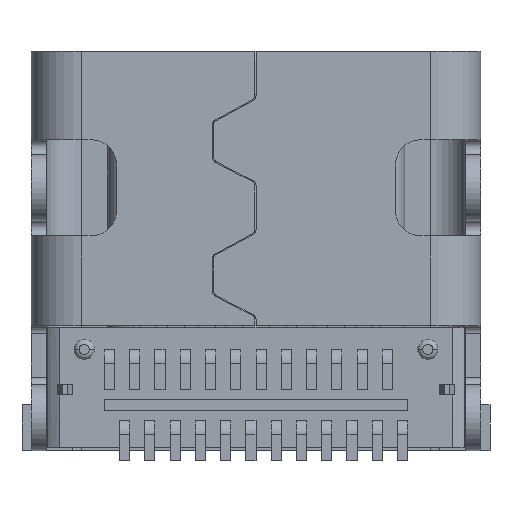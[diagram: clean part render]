
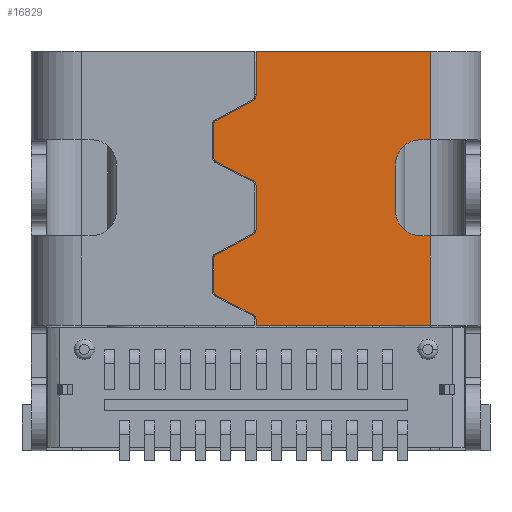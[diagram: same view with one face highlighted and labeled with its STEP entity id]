
A CAD part, front view. The second image highlights one B-rep face of the part: STEP entity #16829.
In plain terms, the highlighted planar face has unit normal (0, -1, 0).
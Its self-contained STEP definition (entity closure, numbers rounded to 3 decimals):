
#3207=DIRECTION('',(1.,0.,0.));
#3208=VECTOR('',#3207,3.45);
#3209=CARTESIAN_POINT('',(0.,-1.6,0.49));
#3210=LINE('',#3209,#3208);
#3339=CARTESIAN_POINT('',(-0.74,-1.6,-0.968));
#3340=DIRECTION('',(0.,-1.,0.));
#3341=DIRECTION('',(-0.477,0.,0.879));
#3342=AXIS2_PLACEMENT_3D('',#3339,#3340,#3341);
#3344=DIRECTION('',(0.879,0.,0.477));
#3345=VECTOR('',#3344,0.837);
#3346=CARTESIAN_POINT('',(-0.788,-1.6,-0.88));
#3347=LINE('',#3346,#3345);
#3348=DIRECTION('',(0.,0.,-1.));
#3349=VECTOR('',#3348,0.884);
#3350=CARTESIAN_POINT('',(0.,-1.6,0.49));
#3351=LINE('',#3350,#3349);
#3352=DIRECTION('',(1.,0.,0.));
#3353=VECTOR('',#3352,0.189);
#3354=CARTESIAN_POINT('',(3.261,-1.6,-1.26));
#3355=LINE('',#3354,#3353);
#3356=DIRECTION('',(1.,0.,0.));
#3357=VECTOR('',#3356,0.189);
#3358=CARTESIAN_POINT('',(3.261,-1.6,-3.16));
#3359=LINE('',#3358,#3357);
#3360=DIRECTION('',(1.,0.,0.));
#3361=VECTOR('',#3360,3.45);
#3362=CARTESIAN_POINT('',(0.,-1.6,-4.94));
#3363=LINE('',#3362,#3361);
#3364=DIRECTION('',(0.,0.,1.));
#3365=VECTOR('',#3364,0.129);
#3366=CARTESIAN_POINT('',(0.,-1.6,-4.94));
#3367=LINE('',#3366,#3365);
#3368=DIRECTION('',(-0.889,0.,0.458));
#3369=VECTOR('',#3368,0.823);
#3370=CARTESIAN_POINT('',(-0.054,-1.6,-4.722));
#3371=LINE('',#3370,#3369);
#3372=CARTESIAN_POINT('',(-0.74,-1.6,-4.257));
#3373=DIRECTION('',(0.,-1.,0.));
#3374=DIRECTION('',(-1.,0.,0.));
#3375=AXIS2_PLACEMENT_3D('',#3372,#3373,#3374);
#3377=DIRECTION('',(0.,0.,1.));
#3378=VECTOR('',#3377,0.639);
#3379=CARTESIAN_POINT('',(-0.84,-1.6,-4.257));
#3380=LINE('',#3379,#3378);
#3381=CARTESIAN_POINT('',(-0.74,-1.6,-3.617));
#3382=DIRECTION('',(0.,-1.,0.));
#3383=DIRECTION('',(-0.477,0.,0.879));
#3384=AXIS2_PLACEMENT_3D('',#3381,#3382,#3383);
#3386=DIRECTION('',(0.879,0.,0.477));
#3387=VECTOR('',#3386,0.837);
#3388=CARTESIAN_POINT('',(-0.788,-1.6,-3.529));
#3389=LINE('',#3388,#3387);
#3390=DIRECTION('',(0.,0.,1.));
#3391=VECTOR('',#3390,0.881);
#3392=CARTESIAN_POINT('',(0.,-1.6,-3.043));
#3393=LINE('',#3392,#3391);
#3394=DIRECTION('',(-0.889,0.,0.458));
#3395=VECTOR('',#3394,0.823);
#3396=CARTESIAN_POINT('',(-0.054,-1.6,-2.073));
#3397=LINE('',#3396,#3395);
#3398=CARTESIAN_POINT('',(-0.74,-1.6,-1.608));
#3399=DIRECTION('',(0.,-1.,0.));
#3400=DIRECTION('',(-1.,0.,0.));
#3401=AXIS2_PLACEMENT_3D('',#3398,#3399,#3400);
#3403=DIRECTION('',(0.,0.,1.));
#3404=VECTOR('',#3403,0.639);
#3405=CARTESIAN_POINT('',(-0.84,-1.6,-1.608));
#3406=LINE('',#3405,#3404);
#4250=DIRECTION('',(0.,0.,-1.));
#4251=VECTOR('',#4250,1.75);
#4252=CARTESIAN_POINT('',(3.45,-1.6,0.49));
#4253=LINE('',#4252,#4251);
#4259=DIRECTION('',(0.,0.,-1.));
#4260=VECTOR('',#4259,1.78);
#4261=CARTESIAN_POINT('',(3.45,-1.6,-3.16));
#4262=LINE('',#4261,#4260);
#4268=CARTESIAN_POINT('',(3.261,-1.6,-2.66));
#4269=DIRECTION('',(0.,1.,0.));
#4270=DIRECTION('',(0.,0.,-1.));
#4271=AXIS2_PLACEMENT_3D('',#4268,#4269,#4270);
#4282=DIRECTION('',(0.,0.,-1.));
#4283=VECTOR('',#4282,0.9);
#4284=CARTESIAN_POINT('',(2.761,-1.6,-1.76));
#4285=LINE('',#4284,#4283);
#4295=CARTESIAN_POINT('',(3.261,-1.6,-1.76));
#4296=DIRECTION('',(0.,1.,0.));
#4297=DIRECTION('',(-1.,0.,0.));
#4298=AXIS2_PLACEMENT_3D('',#4295,#4296,#4297);
#4444=CARTESIAN_POINT('',(-0.1,-1.6,-4.811));
#4445=DIRECTION('',(0.,1.,0.));
#4446=DIRECTION('',(0.458,0.,0.889));
#4447=AXIS2_PLACEMENT_3D('',#4444,#4445,#4446);
#4478=CARTESIAN_POINT('',(-0.1,-1.6,-3.043));
#4479=DIRECTION('',(0.,1.,0.));
#4480=DIRECTION('',(1.,0.,0.));
#4481=AXIS2_PLACEMENT_3D('',#4478,#4479,#4480);
#4496=CARTESIAN_POINT('',(-0.1,-1.6,-2.162));
#4497=DIRECTION('',(0.,1.,0.));
#4498=DIRECTION('',(0.458,0.,0.889));
#4499=AXIS2_PLACEMENT_3D('',#4496,#4497,#4498);
#4530=CARTESIAN_POINT('',(-0.1,-1.6,-0.394));
#4531=DIRECTION('',(0.,1.,0.));
#4532=DIRECTION('',(1.,0.,0.));
#4533=AXIS2_PLACEMENT_3D('',#4530,#4531,#4532);
#11239=CARTESIAN_POINT('',(3.45,-1.6,-1.26));
#11241=VERTEX_POINT('',#11239);
#11243=CARTESIAN_POINT('',(3.45,-1.6,-3.16));
#11245=VERTEX_POINT('',#11243);
#11263=CARTESIAN_POINT('',(3.261,-1.6,-3.16));
#11265=VERTEX_POINT('',#11263);
#11267=CARTESIAN_POINT('',(2.761,-1.6,-2.66));
#11269=VERTEX_POINT('',#11267);
#11272=CARTESIAN_POINT('',(3.261,-1.6,-1.26));
#11274=VERTEX_POINT('',#11272);
#11276=CARTESIAN_POINT('',(2.761,-1.6,-1.76));
#11278=VERTEX_POINT('',#11276);
#11375=CARTESIAN_POINT('',(0.,-1.6,-0.394));
#11377=VERTEX_POINT('',#11375);
#11379=CARTESIAN_POINT('',(-0.052,-1.6,-0.481));
#11381=VERTEX_POINT('',#11379);
#11399=CARTESIAN_POINT('',(-0.054,-1.6,-2.073));
#11401=VERTEX_POINT('',#11399);
#11403=CARTESIAN_POINT('',(0.,-1.6,-2.162));
#11405=VERTEX_POINT('',#11403);
#11407=CARTESIAN_POINT('',(0.,-1.6,-3.043));
#11409=VERTEX_POINT('',#11407);
#11411=CARTESIAN_POINT('',(-0.052,-1.6,-3.13));
#11413=VERTEX_POINT('',#11411);
#11431=CARTESIAN_POINT('',(-0.054,-1.6,-4.722));
#11433=VERTEX_POINT('',#11431);
#11435=CARTESIAN_POINT('',(0.,-1.6,-4.811));
#11437=VERTEX_POINT('',#11435);
#11439=CARTESIAN_POINT('',(0.,-1.6,0.49));
#11440=VERTEX_POINT('',#11439);
#11451=CARTESIAN_POINT('',(-0.788,-1.6,-0.88));
#11452=CARTESIAN_POINT('',(-0.84,-1.6,-0.968));
#11453=VERTEX_POINT('',#11451);
#11454=VERTEX_POINT('',#11452);
#11459=CARTESIAN_POINT('',(-0.84,-1.6,-1.608));
#11460=CARTESIAN_POINT('',(-0.786,-1.6,-1.697));
#11461=VERTEX_POINT('',#11459);
#11462=VERTEX_POINT('',#11460);
#11483=CARTESIAN_POINT('',(-0.788,-1.6,-3.529));
#11484=CARTESIAN_POINT('',(-0.84,-1.6,-3.617));
#11485=VERTEX_POINT('',#11483);
#11486=VERTEX_POINT('',#11484);
#11491=CARTESIAN_POINT('',(-0.84,-1.6,-4.257));
#11492=CARTESIAN_POINT('',(-0.786,-1.6,-4.346));
#11493=VERTEX_POINT('',#11491);
#11494=VERTEX_POINT('',#11492);
#11519=CARTESIAN_POINT('',(3.45,-1.6,0.49));
#11521=VERTEX_POINT('',#11519);
#11726=CARTESIAN_POINT('',(3.45,-1.6,-4.94));
#11728=VERTEX_POINT('',#11726);
#11742=CARTESIAN_POINT('',(0.,-1.6,-4.94));
#11744=VERTEX_POINT('',#11742);
#16771=CARTESIAN_POINT('',(-3.45,-1.6,0.));
#16772=DIRECTION('',(0.,-1.,0.));
#16773=DIRECTION('',(1.,0.,0.));
#16774=AXIS2_PLACEMENT_3D('',#16771,#16772,#16773);
#16775=PLANE('',#16774);
#16777=ORIENTED_EDGE('',*,*,#16776,.F.);
#16779=ORIENTED_EDGE('',*,*,#16778,.T.);
#16781=ORIENTED_EDGE('',*,*,#16780,.F.);
#16783=ORIENTED_EDGE('',*,*,#16782,.F.);
#16784=ORIENTED_EDGE('',*,*,#16657,.T.);
#16786=ORIENTED_EDGE('',*,*,#16785,.T.);
#16788=ORIENTED_EDGE('',*,*,#16787,.F.);
#16790=ORIENTED_EDGE('',*,*,#16789,.F.);
#16792=ORIENTED_EDGE('',*,*,#16791,.T.);
#16794=ORIENTED_EDGE('',*,*,#16793,.F.);
#16796=ORIENTED_EDGE('',*,*,#16795,.T.);
#16798=ORIENTED_EDGE('',*,*,#16797,.T.);
#16800=ORIENTED_EDGE('',*,*,#16799,.F.);
#16802=ORIENTED_EDGE('',*,*,#16801,.T.);
#16804=ORIENTED_EDGE('',*,*,#16803,.F.);
#16806=ORIENTED_EDGE('',*,*,#16805,.T.);
#16808=ORIENTED_EDGE('',*,*,#16807,.F.);
#16810=ORIENTED_EDGE('',*,*,#16809,.T.);
#16812=ORIENTED_EDGE('',*,*,#16811,.F.);
#16814=ORIENTED_EDGE('',*,*,#16813,.T.);
#16816=ORIENTED_EDGE('',*,*,#16815,.F.);
#16818=ORIENTED_EDGE('',*,*,#16817,.T.);
#16820=ORIENTED_EDGE('',*,*,#16819,.F.);
#16822=ORIENTED_EDGE('',*,*,#16821,.T.);
#16824=ORIENTED_EDGE('',*,*,#16823,.F.);
#16826=ORIENTED_EDGE('',*,*,#16825,.T.);
#16827=EDGE_LOOP('',(#16777,#16779,#16781,#16783,#16784,#16786,#16788,#16790,
#16792,#16794,#16796,#16798,#16800,#16802,#16804,#16806,#16808,#16810,#16812,
#16814,#16816,#16818,#16820,#16822,#16824,#16826));
#16828=FACE_OUTER_BOUND('',#16827,.F.);
#3343=CIRCLE('',#3342,0.1);
#3376=CIRCLE('',#3375,0.1);
#3385=CIRCLE('',#3384,0.1);
#3402=CIRCLE('',#3401,0.1);
#4272=CIRCLE('',#4271,0.5);
#4299=CIRCLE('',#4298,0.5);
#4448=CIRCLE('',#4447,0.1);
#4482=CIRCLE('',#4481,0.1);
#4500=CIRCLE('',#4499,0.1);
#4534=CIRCLE('',#4533,0.1);
#16657=EDGE_CURVE('',#11440,#11521,#3210,.T.);
#16776=EDGE_CURVE('',#11453,#11454,#3343,.T.);
#16778=EDGE_CURVE('',#11453,#11381,#3347,.T.);
#16780=EDGE_CURVE('',#11377,#11381,#4534,.T.);
#16782=EDGE_CURVE('',#11440,#11377,#3351,.T.);
#16785=EDGE_CURVE('',#11521,#11241,#4253,.T.);
#16787=EDGE_CURVE('',#11274,#11241,#3355,.T.);
#16789=EDGE_CURVE('',#11278,#11274,#4299,.T.);
#16791=EDGE_CURVE('',#11278,#11269,#4285,.T.);
#16793=EDGE_CURVE('',#11265,#11269,#4272,.T.);
#16795=EDGE_CURVE('',#11265,#11245,#3359,.T.);
#16797=EDGE_CURVE('',#11245,#11728,#4262,.T.);
#16799=EDGE_CURVE('',#11744,#11728,#3363,.T.);
#16801=EDGE_CURVE('',#11744,#11437,#3367,.T.);
#16803=EDGE_CURVE('',#11433,#11437,#4448,.T.);
#16805=EDGE_CURVE('',#11433,#11494,#3371,.T.);
#16807=EDGE_CURVE('',#11493,#11494,#3376,.T.);
#16809=EDGE_CURVE('',#11493,#11486,#3380,.T.);
#16811=EDGE_CURVE('',#11485,#11486,#3385,.T.);
#16813=EDGE_CURVE('',#11485,#11413,#3389,.T.);
#16815=EDGE_CURVE('',#11409,#11413,#4482,.T.);
#16817=EDGE_CURVE('',#11409,#11405,#3393,.T.);
#16819=EDGE_CURVE('',#11401,#11405,#4500,.T.);
#16821=EDGE_CURVE('',#11401,#11462,#3397,.T.);
#16823=EDGE_CURVE('',#11461,#11462,#3402,.T.);
#16825=EDGE_CURVE('',#11461,#11454,#3406,.T.);
#16829=ADVANCED_FACE('',(#16828),#16775,.T.);
